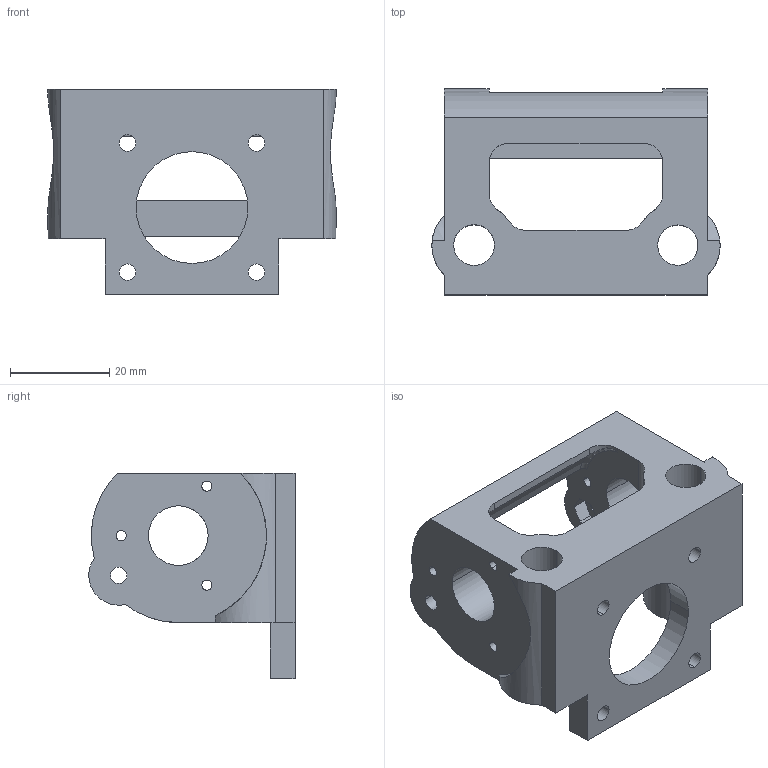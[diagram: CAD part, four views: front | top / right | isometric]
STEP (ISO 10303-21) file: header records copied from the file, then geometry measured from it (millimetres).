
FILE_DESCRIPTION((''),'2;1');
FILE_NAME('Y-CARRIAGE-LEFT','2013-10-07T',('CHALSPO'),('ABB Schweiz AG'),'PRO/ENGINEER BY PARAMETRIC TECHNOLOGY CORPORATION, 2011490','PRO/ENGINEER BY PARAMETRIC TECHNOLOGY CORPORATION, 2011490','');
FILE_SCHEMA(('CONFIG_CONTROL_DESIGN'));
Length unit declared in the file: millimetre
Products named in the file (1): Y-CARRIAGE-LEFT
Bounding box: 58 x 41.48 x 41.25 mm (x, y, z)
Volume: 27322.4 mm3; surface area: 14528.8 mm2
Topology: 1 solids, 1 shells, 92 faces, 307 edges, 228 vertices
Faces by surface type: cylinder 55, plane 35, torus 2
Entity records: 3744 total; most frequent: CARTESIAN_POINT 933, ORIENTED_EDGE 578, DIRECTION 573, EDGE_CURVE 289, AXIS2_PLACEMENT_3D 200, VERTEX_POINT 192, VECTOR 173, LINE 173
